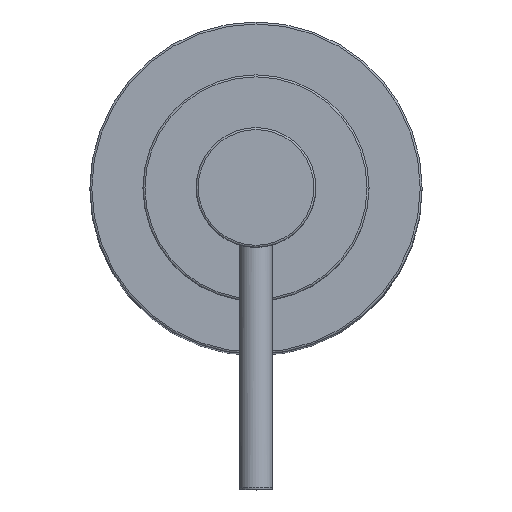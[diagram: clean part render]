
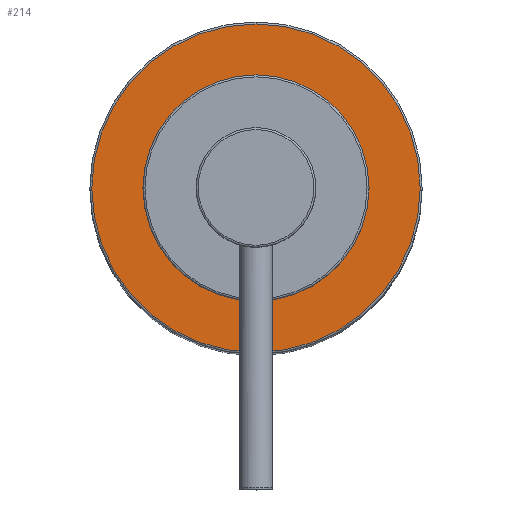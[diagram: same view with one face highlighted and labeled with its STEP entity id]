
A CAD part, top view. The second image highlights one B-rep face of the part: STEP entity #214.
In plain terms, the highlighted planar face has unit normal (0, 0, 1).
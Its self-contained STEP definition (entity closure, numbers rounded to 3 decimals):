
#40=PLANE('',#263);
#49=ORIENTED_EDGE('',*,*,#85,.T.);
#85=EDGE_CURVE('',#103,#103,#121,.T.);
#103=VERTEX_POINT('',#388);
#121=CIRCLE('',#264,24.7);
#138=EDGE_LOOP('',(#49));
#174=FACE_BOUND('',#138,.T.);
#214=ADVANCED_FACE('',(#174),#40,.T.);
#263=AXIS2_PLACEMENT_3D('',#386,#309,#310);
#264=AXIS2_PLACEMENT_3D('',#387,#311,#312);
#309=DIRECTION('',(0.,0.,1.));
#310=DIRECTION('',(1.,0.,0.));
#311=DIRECTION('',(0.,0.,1.));
#312=DIRECTION('',(0.,-1.,0.));
#386=CARTESIAN_POINT('',(4459.887,-2628.546,122.));
#387=CARTESIAN_POINT('',(4459.887,-2628.546,122.));
#388=CARTESIAN_POINT('',(4459.887,-2653.246,122.));
